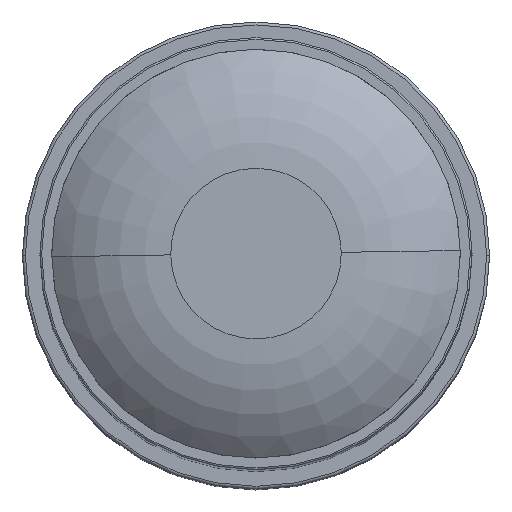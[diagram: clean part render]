
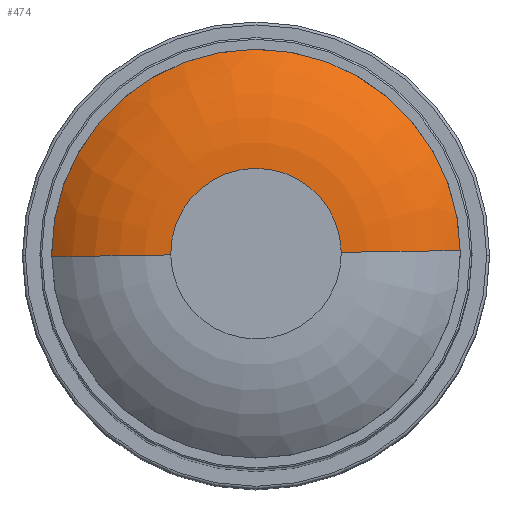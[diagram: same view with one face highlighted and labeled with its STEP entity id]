
A CAD part, top view. The second image highlights one B-rep face of the part: STEP entity #474.
In plain terms, the highlighted toroidal (fillet/blend) face has major radius 1.46 mm and minor radius 3 mm.
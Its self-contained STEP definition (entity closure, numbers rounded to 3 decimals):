
#12 = DIRECTION ( 'NONE',  ( 0., 0., 1. ) ) ;
#31 = CARTESIAN_POINT ( 'NONE',  ( 1.46, 0., 0.8 ) ) ;
#39 = VERTEX_POINT ( 'NONE', #247 ) ;
#55 = DIRECTION ( 'NONE',  ( -1., 0., 0. ) ) ;
#86 = EDGE_CURVE ( 'NONE', #301, #359, #436, .T. ) ;
#91 = CIRCLE ( 'NONE', #503, 3. ) ;
#145 = ORIENTED_EDGE ( 'NONE', *, *, #683, .F. ) ;
#181 = CIRCLE ( 'NONE', #630, 1.46 ) ;
#201 = CARTESIAN_POINT ( 'NONE',  ( 0., 0., 0. ) ) ;
#212 = ORIENTED_EDGE ( 'NONE', *, *, #86, .T. ) ;
#230 = TOROIDAL_SURFACE ( 'NONE', #425, 1.46, 3. ) ;
#233 = CARTESIAN_POINT ( 'NONE',  ( 0., 0., 0.8 ) ) ;
#235 = ORIENTED_EDGE ( 'NONE', *, *, #350, .T. ) ;
#241 = DIRECTION ( 'NONE',  ( 0., -1., 0. ) ) ;
#247 = CARTESIAN_POINT ( 'NONE',  ( -1.46, 0., 0.8 ) ) ;
#256 = CARTESIAN_POINT ( 'NONE',  ( 0., 0., -2.2 ) ) ;
#264 = EDGE_CURVE ( 'NONE', #301, #39, #181, .T. ) ;
#266 = CARTESIAN_POINT ( 'NONE',  ( 3.5, 0., 0. ) ) ;
#293 = DIRECTION ( 'NONE',  ( 0., 0., 1. ) ) ;
#301 = VERTEX_POINT ( 'NONE', #31 ) ;
#350 = EDGE_CURVE ( 'NONE', #359, #532, #410, .T. ) ;
#359 = VERTEX_POINT ( 'NONE', #266 ) ;
#402 = CARTESIAN_POINT ( 'NONE',  ( 1.46, 0., -2.2 ) ) ;
#409 = DIRECTION ( 'NONE',  ( 1., 0., 0. ) ) ;
#410 = CIRCLE ( 'NONE', #631, 3.5 ) ;
#425 = AXIS2_PLACEMENT_3D ( 'NONE', #256, #492, #730 ) ;
#436 = CIRCLE ( 'NONE', #764, 3. ) ;
#474 = ADVANCED_FACE ( 'NONE', ( #786 ), #230, .T. ) ;
#486 = DIRECTION ( 'NONE',  ( 0., 1., 0. ) ) ;
#492 = DIRECTION ( 'NONE',  ( 0., 0., -1. ) ) ;
#503 = AXIS2_PLACEMENT_3D ( 'NONE', #612, #241, #609 ) ;
#519 = EDGE_LOOP ( 'NONE', ( #728, #212, #235, #145 ) ) ;
#532 = VERTEX_POINT ( 'NONE', #654 ) ;
#609 = DIRECTION ( 'NONE',  ( 0., 0., -1. ) ) ;
#612 = CARTESIAN_POINT ( 'NONE',  ( -1.46, 0., -2.2 ) ) ;
#614 = DIRECTION ( 'NONE',  ( 1., 0., 0. ) ) ;
#630 = AXIS2_PLACEMENT_3D ( 'NONE', #233, #293, #409 ) ;
#631 = AXIS2_PLACEMENT_3D ( 'NONE', #201, #12, #614 ) ;
#654 = CARTESIAN_POINT ( 'NONE',  ( -3.5, 0., 0. ) ) ;
#683 = EDGE_CURVE ( 'NONE', #39, #532, #91, .T. ) ;
#728 = ORIENTED_EDGE ( 'NONE', *, *, #264, .F. ) ;
#730 = DIRECTION ( 'NONE',  ( -1., 0., 0. ) ) ;
#764 = AXIS2_PLACEMENT_3D ( 'NONE', #402, #486, #55 ) ;
#786 = FACE_OUTER_BOUND ( 'NONE', #519, .T. ) ;
